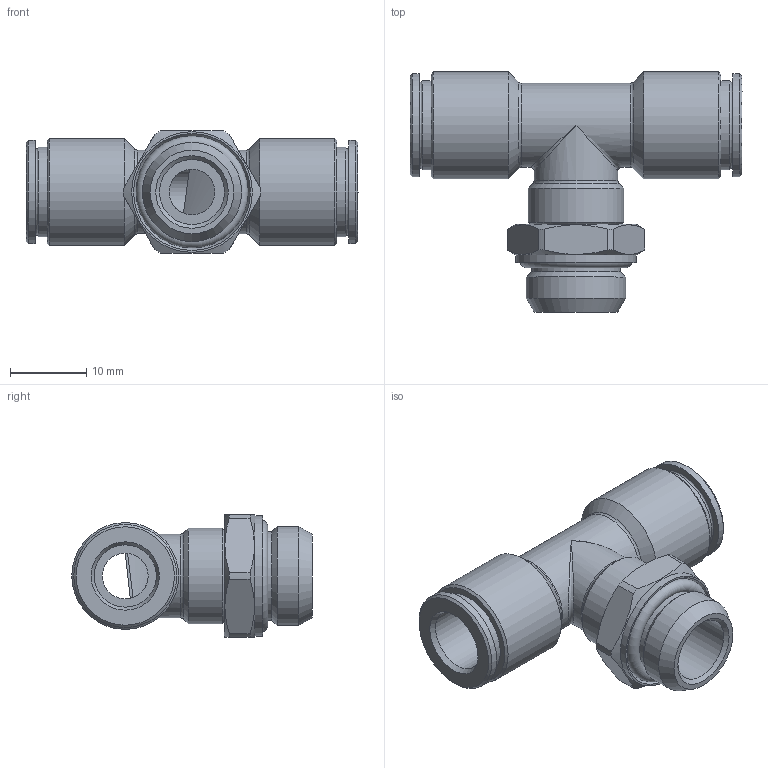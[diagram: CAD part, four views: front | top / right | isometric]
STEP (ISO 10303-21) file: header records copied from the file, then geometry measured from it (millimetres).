
FILE_DESCRIPTION(/* description */ ('STEP AP214'),/* implementation_level */ '2;1');
FILE_NAME(/* name */ 'X0110042',/* time_stamp */ '2022-07-21T16:35:44+02:00',/* author */ ('License CC BY-ND 4.0'),/* organization */ ('CADENAS'),/* preprocessor_version */ 'ST-DEVELOPER v18.102',/* originating_system */ 'PARTsolutions',/* authorisation */ ' ');
FILE_SCHEMA (('AUTOMOTIVE_DESIGN {1 0 10303 214 3 1 1}'));
Length unit declared in the file: millimetre
Products named in the file (3): X0110042; X0110042_PART2; X0110042_PART1
Assembly tree (2 placements, depth 2):
  X0110042
    X0110042_PART2
    X0110042_PART1
Bounding box: 43.51 x 31.5 x 16 mm (x, y, z)
Volume: 5454.8 mm3; surface area: 4991.9 mm2
Topology: 2 solids, 4 shells, 73 faces, 159 edges, 97 vertices
Faces by surface type: cylinder 27, cone 19, plane 19, torus 6, bspline 2
Full cylindrical faces by diameter (mm): 6 x2, 8.15 x2, 8.5 x1, 11 x2, 11.6 x1, 11.7 x2, 12.5 x1, 13 x1, 13.5 x2, 14 x2, 15.8 x1
Entity records: 2084 total; most frequent: CARTESIAN_POINT 687, DIRECTION 292, ORIENTED_EDGE 196, AXIS2_PLACEMENT_3D 140, FACE_BOUND 127, EDGE_LOOP 126, EDGE_CURVE 98, VERTEX_POINT 83
